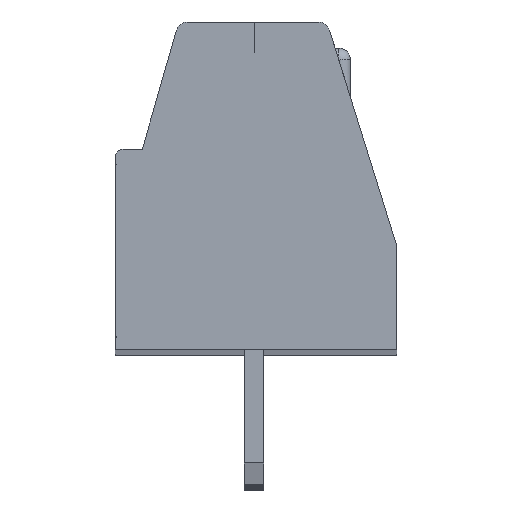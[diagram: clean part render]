
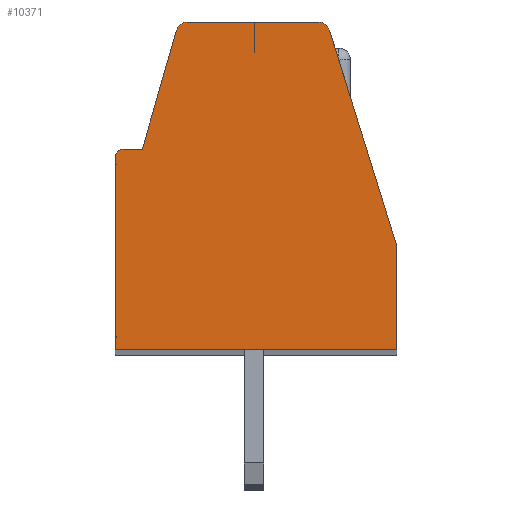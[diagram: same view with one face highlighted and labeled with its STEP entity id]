
A CAD part, top view. The second image highlights one B-rep face of the part: STEP entity #10371.
In plain terms, the highlighted planar face has unit normal (0, 0, 1).
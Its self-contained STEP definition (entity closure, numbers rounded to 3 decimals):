
#14=DIRECTION('',(0.,-1.,0.));
#15=VECTOR('',#14,5.);
#16=CARTESIAN_POINT('',(-3.6,5.,81.915));
#17=LINE('',#16,#15);
#18=CARTESIAN_POINT('',(-3.4,5.,81.915));
#19=DIRECTION('',(0.,0.,1.));
#20=DIRECTION('',(0.,1.,0.));
#21=AXIS2_PLACEMENT_3D('',#18,#19,#20);
#23=DIRECTION('',(-1.,0.,0.));
#24=VECTOR('',#23,0.5);
#25=CARTESIAN_POINT('',(-2.9,5.2,81.915));
#26=LINE('',#25,#24);
#27=DIRECTION('',(-0.276,-0.961,0.));
#28=VECTOR('',#27,3.207);
#29=CARTESIAN_POINT('',(-2.016,8.283,81.915));
#30=LINE('',#29,#28);
#31=CARTESIAN_POINT('',(-1.727,8.2,81.915));
#32=DIRECTION('',(0.,0.,1.));
#33=DIRECTION('',(0.,1.,0.));
#34=AXIS2_PLACEMENT_3D('',#31,#32,#33);
#36=DIRECTION('',(-1.,0.,0.));
#37=VECTOR('',#36,3.4);
#38=CARTESIAN_POINT('',(1.673,8.5,81.915));
#39=LINE('',#38,#37);
#40=CARTESIAN_POINT('',(1.673,8.2,81.915));
#41=DIRECTION('',(0.,0.,1.));
#42=DIRECTION('',(0.955,0.297,0.));
#43=AXIS2_PLACEMENT_3D('',#40,#41,#42);
#45=DIRECTION('',(-0.297,0.955,0.));
#46=VECTOR('',#45,5.854);
#47=CARTESIAN_POINT('',(3.7,2.7,81.915));
#48=LINE('',#47,#46);
#49=DIRECTION('',(0.,1.,0.));
#50=VECTOR('',#49,2.7);
#51=CARTESIAN_POINT('',(3.7,0.,81.915));
#52=LINE('',#51,#50);
#69=DIRECTION('',(1.,0.,0.));
#70=VECTOR('',#69,7.3);
#71=CARTESIAN_POINT('',(-3.6,0.,81.915));
#72=LINE('',#71,#70);
#8324=CARTESIAN_POINT('',(3.7,0.,81.915));
#8325=CARTESIAN_POINT('',(3.7,2.7,81.915));
#8326=VERTEX_POINT('',#8324);
#8327=VERTEX_POINT('',#8325);
#8328=CARTESIAN_POINT('',(1.959,8.289,81.915));
#8329=VERTEX_POINT('',#8328);
#8330=CARTESIAN_POINT('',(1.673,8.5,81.915));
#8331=VERTEX_POINT('',#8330);
#8332=CARTESIAN_POINT('',(-1.727,8.5,81.915));
#8333=VERTEX_POINT('',#8332);
#8334=CARTESIAN_POINT('',(-2.016,8.283,81.915));
#8335=VERTEX_POINT('',#8334);
#8336=CARTESIAN_POINT('',(-2.9,5.2,81.915));
#8337=VERTEX_POINT('',#8336);
#8338=CARTESIAN_POINT('',(-3.4,5.2,81.915));
#8339=VERTEX_POINT('',#8338);
#8340=CARTESIAN_POINT('',(-3.6,5.,81.915));
#8341=VERTEX_POINT('',#8340);
#8342=CARTESIAN_POINT('',(-3.6,0.,81.915));
#8343=VERTEX_POINT('',#8342);
#10344=CARTESIAN_POINT('',(0.,0.,81.915));
#10345=DIRECTION('',(0.,0.,1.));
#10346=DIRECTION('',(1.,0.,0.));
#10347=AXIS2_PLACEMENT_3D('',#10344,#10345,#10346);
#10348=PLANE('',#10347);
#10350=ORIENTED_EDGE('',*,*,#10349,.F.);
#10352=ORIENTED_EDGE('',*,*,#10351,.F.);
#10354=ORIENTED_EDGE('',*,*,#10353,.F.);
#10356=ORIENTED_EDGE('',*,*,#10355,.F.);
#10358=ORIENTED_EDGE('',*,*,#10357,.F.);
#10360=ORIENTED_EDGE('',*,*,#10359,.F.);
#10362=ORIENTED_EDGE('',*,*,#10361,.F.);
#10364=ORIENTED_EDGE('',*,*,#10363,.F.);
#10366=ORIENTED_EDGE('',*,*,#10365,.F.);
#10368=ORIENTED_EDGE('',*,*,#10367,.F.);
#10369=EDGE_LOOP('',(#10350,#10352,#10354,#10356,#10358,#10360,#10362,#10364,
#10366,#10368));
#10370=FACE_OUTER_BOUND('',#10369,.F.);
#22=CIRCLE('',#21,0.2);
#35=CIRCLE('',#34,0.3);
#44=CIRCLE('',#43,0.3);
#10349=EDGE_CURVE('',#8343,#8326,#72,.T.);
#10351=EDGE_CURVE('',#8341,#8343,#17,.T.);
#10353=EDGE_CURVE('',#8339,#8341,#22,.T.);
#10355=EDGE_CURVE('',#8337,#8339,#26,.T.);
#10357=EDGE_CURVE('',#8335,#8337,#30,.T.);
#10359=EDGE_CURVE('',#8333,#8335,#35,.T.);
#10361=EDGE_CURVE('',#8331,#8333,#39,.T.);
#10363=EDGE_CURVE('',#8329,#8331,#44,.T.);
#10365=EDGE_CURVE('',#8327,#8329,#48,.T.);
#10367=EDGE_CURVE('',#8326,#8327,#52,.T.);
#10371=ADVANCED_FACE('',(#10370),#10348,.T.);
